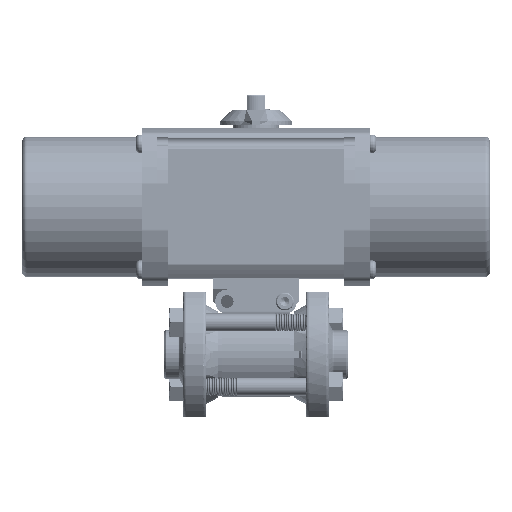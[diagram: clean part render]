
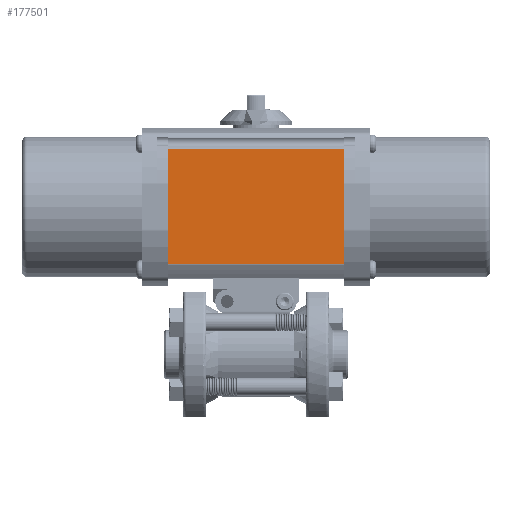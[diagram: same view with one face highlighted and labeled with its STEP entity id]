
A CAD part, top view. The second image highlights one B-rep face of the part: STEP entity #177501.
In plain terms, the highlighted planar face has unit normal (0, 0, 1).
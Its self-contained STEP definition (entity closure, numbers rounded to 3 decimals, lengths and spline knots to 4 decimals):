
#12823 = LINE ( 'NONE', #12862, #157341 ) ;
#12862 = CARTESIAN_POINT ( 'NONE',  ( -5.0403, 3.5621, 1.17 ) ) ;
#17178 = CARTESIAN_POINT ( 'NONE',  ( -5.0403, 1.5679, 1.17 ) ) ;
#19341 = VECTOR ( 'NONE', #150010, 39.3701 ) ;
#19738 = EDGE_LOOP ( 'NONE', ( #67774, #149368, #61839, #157351 ) ) ;
#27298 = VERTEX_POINT ( 'NONE', #28884 ) ;
#28884 = CARTESIAN_POINT ( 'NONE',  ( -1.5275, 3.5621, 1.17 ) ) ;
#29847 = VECTOR ( 'NONE', #104443, 39.3701 ) ;
#34396 = LINE ( 'NONE', #17178, #29847 ) ;
#39318 = EDGE_CURVE ( 'NONE', #90876, #27298, #82661, .T. ) ;
#41384 = CARTESIAN_POINT ( 'NONE',  ( -1.5275, 1.5679, 1.17 ) ) ;
#61839 = ORIENTED_EDGE ( 'NONE', *, *, #39318, .F. ) ;
#64035 = DIRECTION ( 'NONE',  ( 0., 0., -1. ) ) ;
#67774 = ORIENTED_EDGE ( 'NONE', *, *, #139303, .F. ) ;
#71918 = DIRECTION ( 'NONE',  ( 0., -1., 0. ) ) ;
#79133 = LINE ( 'NONE', #145019, #88182 ) ;
#82661 = LINE ( 'NONE', #135568, #19341 ) ;
#88182 = VECTOR ( 'NONE', #71918, 39.3701 ) ;
#90308 = CARTESIAN_POINT ( 'NONE',  ( 1.5275, 1.5679, 1.17 ) ) ;
#90876 = VERTEX_POINT ( 'NONE', #41384 ) ;
#100176 = DIRECTION ( 'NONE',  ( -1., 0., 0. ) ) ;
#102056 = FACE_OUTER_BOUND ( 'NONE', #19738, .T. ) ;
#104443 = DIRECTION ( 'NONE',  ( 1., 0., 0. ) ) ;
#134921 = AXIS2_PLACEMENT_3D ( 'NONE', #178650, #64035, #164764 ) ;
#135568 = CARTESIAN_POINT ( 'NONE',  ( -1.5275, 3.5694, 1.17 ) ) ;
#135908 = PLANE ( 'NONE',  #134921 ) ;
#137981 = EDGE_CURVE ( 'NONE', #151851, #27298, #12823, .T. ) ;
#139303 = EDGE_CURVE ( 'NONE', #151851, #167527, #79133, .T. ) ;
#145019 = CARTESIAN_POINT ( 'NONE',  ( 1.5275, 3.5694, 1.17 ) ) ;
#149368 = ORIENTED_EDGE ( 'NONE', *, *, #137981, .T. ) ;
#150010 = DIRECTION ( 'NONE',  ( 0., 1., 0. ) ) ;
#151851 = VERTEX_POINT ( 'NONE', #172919 ) ;
#157341 = VECTOR ( 'NONE', #100176, 39.3701 ) ;
#157351 = ORIENTED_EDGE ( 'NONE', *, *, #166512, .T. ) ;
#164764 = DIRECTION ( 'NONE',  ( 0., -1., 0. ) ) ;
#166512 = EDGE_CURVE ( 'NONE', #90876, #167527, #34396, .T. ) ;
#167527 = VERTEX_POINT ( 'NONE', #90308 ) ;
#172919 = CARTESIAN_POINT ( 'NONE',  ( 1.5275, 3.5621, 1.17 ) ) ;
#177501 = ADVANCED_FACE ( 'NONE', ( #102056 ), #135908, .F. ) ;
#178650 = CARTESIAN_POINT ( 'NONE',  ( -5.0403, 3.5694, 1.17 ) ) ;
